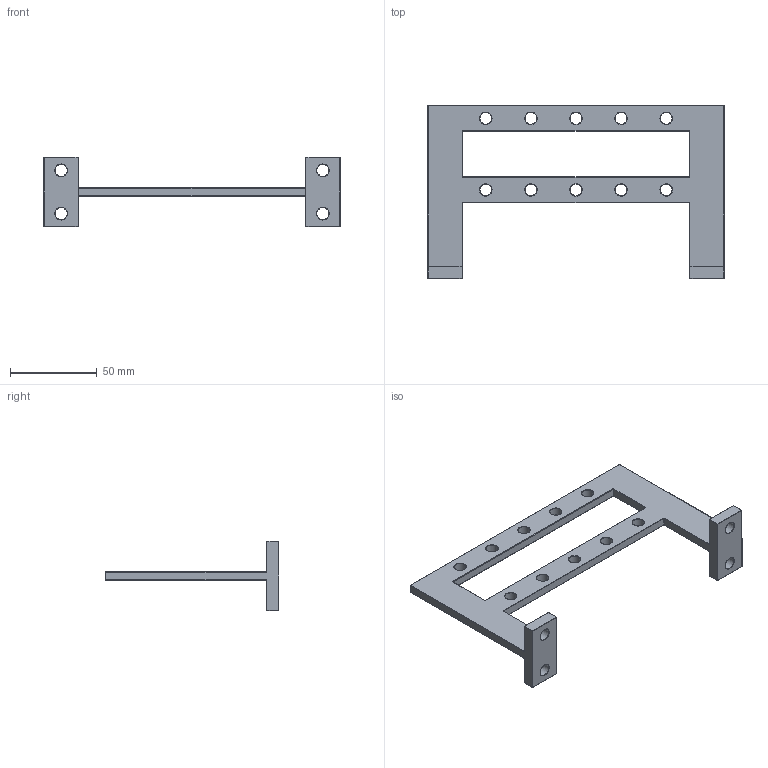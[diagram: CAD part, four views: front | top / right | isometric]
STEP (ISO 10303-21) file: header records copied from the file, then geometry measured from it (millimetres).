
FILE_DESCRIPTION(/* description */ (''),/* implementation_level */ '2;1');
FILE_NAME(/* name */ 'FlowMeter_holder_5slot.step',/* time_stamp */ '2024-05-07T10:36:46+02:00',/* author */ (''),/* organization */ (''),/* preprocessor_version */ 'ST-DEVELOPER v20',/* originating_system */ 'Autodesk Translation Framework v12.20.1.177',/* authorisation */ '');
FILE_SCHEMA (('AUTOMOTIVE_DESIGN { 1 0 10303 214 3 1 1 }'));
Length unit declared in the file: millimetre
Products named in the file (1): Flowmeter_holder_5slot
Bounding box: 171 x 100 x 40 mm (x, y, z)
Volume: 46532.8 mm3; surface area: 24753.7 mm2
Topology: 1 solids, 1 shells, 164 faces, 372 edges, 210 vertices
Faces by surface type: cylinder 74, torus 48, plane 22, sphere 20
Full cylindrical faces by diameter (mm): 6.8 x10, 7 x4
Entity records: 4675 total; most frequent: DIRECTION 940, CARTESIAN_POINT 747, ORIENTED_EDGE 744, AXIS2_PLACEMENT_3D 403, EDGE_CURVE 372, CIRCLE 238, VERTEX_POINT 210, EDGE_LOOP 194
